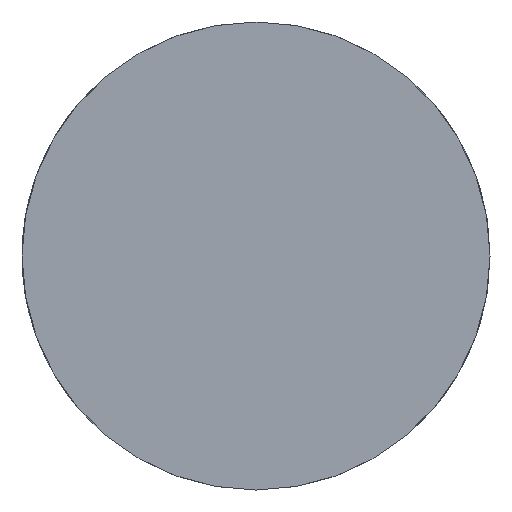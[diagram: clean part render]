
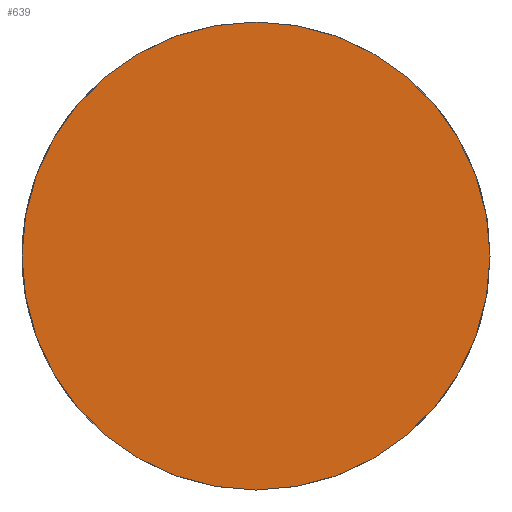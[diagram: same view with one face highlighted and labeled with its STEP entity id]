
A CAD part, left-side view. The second image highlights one B-rep face of the part: STEP entity #639.
In plain terms, the highlighted planar face has unit normal (-1, 0, 0).
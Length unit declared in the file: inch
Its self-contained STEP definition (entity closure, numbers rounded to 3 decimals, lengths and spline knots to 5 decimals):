
#51=PLANE('',#735);
#90=FACE_OUTER_BOUND('',#131,.T.);
#131=EDGE_LOOP('',(#601,#602));
#249=CIRCLE('',#685,1.);
#250=CIRCLE('',#686,1.);
#304=VERTEX_POINT('',#1018);
#305=VERTEX_POINT('',#1020);
#371=EDGE_CURVE('',#304,#305,#249,.T.);
#372=EDGE_CURVE('',#305,#304,#250,.T.);
#601=ORIENTED_EDGE('',*,*,#372,.F.);
#602=ORIENTED_EDGE('',*,*,#371,.F.);
#639=ADVANCED_FACE('',(#90),#51,.T.);
#685=AXIS2_PLACEMENT_3D('',#1021,#809,#810);
#686=AXIS2_PLACEMENT_3D('',#1022,#811,#812);
#735=AXIS2_PLACEMENT_3D('',#1127,#938,#939);
#809=DIRECTION('center_axis',(1.,0.,0.));
#810=DIRECTION('ref_axis',(0.,1.,0.));
#811=DIRECTION('center_axis',(1.,0.,0.));
#812=DIRECTION('ref_axis',(0.,1.,0.));
#938=DIRECTION('center_axis',(-1.,0.,0.));
#939=DIRECTION('ref_axis',(0.,0.,1.));
#1018=CARTESIAN_POINT('',(-0.74578,-0.87846,0.));
#1020=CARTESIAN_POINT('',(-0.74578,1.12154,0.));
#1021=CARTESIAN_POINT('Origin',(-0.74578,0.12154,0.));
#1022=CARTESIAN_POINT('Origin',(-0.74578,0.12154,0.));
#1127=CARTESIAN_POINT('Origin',(-0.74578,0.62154,0.));
